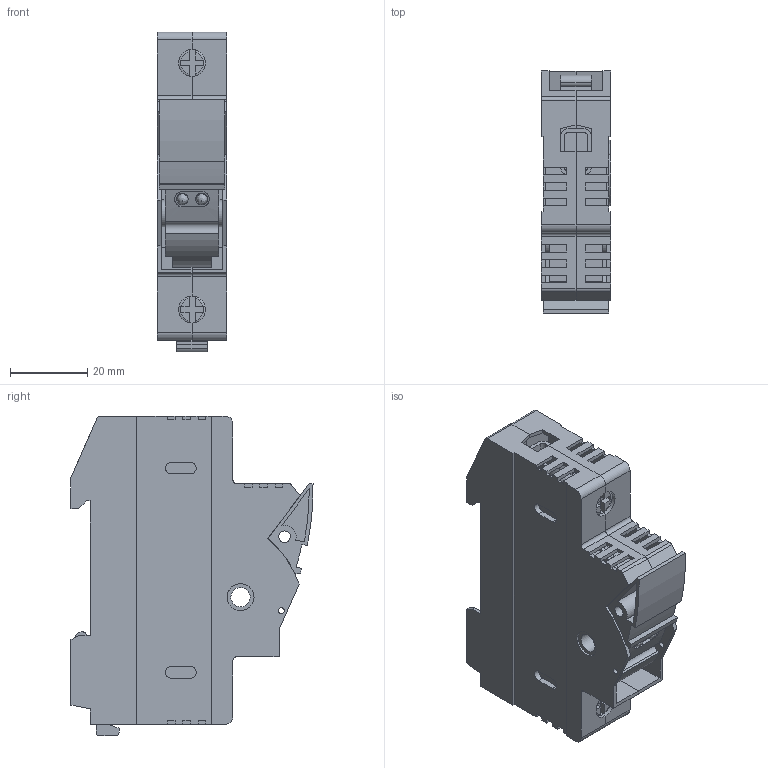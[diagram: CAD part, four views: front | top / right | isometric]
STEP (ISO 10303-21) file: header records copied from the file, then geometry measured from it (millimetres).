
FILE_DESCRIPTION((''),'2;1');
FILE_NAME('31973000.stp','2013-10-31T15:43:08',('Alois Weiner'),(''),'Autodesk Inventor 2013','Autodesk Inventor 2013','');
FILE_SCHEMA(('AUTOMOTIVE_DESIGN { 1 0 10303 214 1 1 1 1 }'));
Length unit declared in the file: millimetre
Products named in the file (5): 31973000; 77196000; 77197000; 34005000; 71292000
Assembly tree (5 placements, depth 2):
  31973000
    77196000
    77197000
    34005000
    71292000  x2
Bounding box: 18 x 62.82 x 83 mm (x, y, z)
Volume: 28370.6 mm3; surface area: 32010 mm2
Topology: 7 solids, 7 shells, 744 faces, 2158 edges, 1422 vertices
Faces by surface type: plane 532, bspline 111, cylinder 97, torus 4
Full cylindrical faces by diameter (mm): 1.5 x2, 2.9 x2, 3 x3, 4 x5, 5 x1, 7 x4, 8 x2, 14 x1, 16 x1
Entity records: 23870 total; most frequent: CARTESIAN_POINT 5770, ORIENTED_EDGE 4036, DIRECTION 3179, EDGE_CURVE 2018, VECTOR 1587, LINE 1587, VERTEX_POINT 1341, AXIS2_PLACEMENT_3D 796
